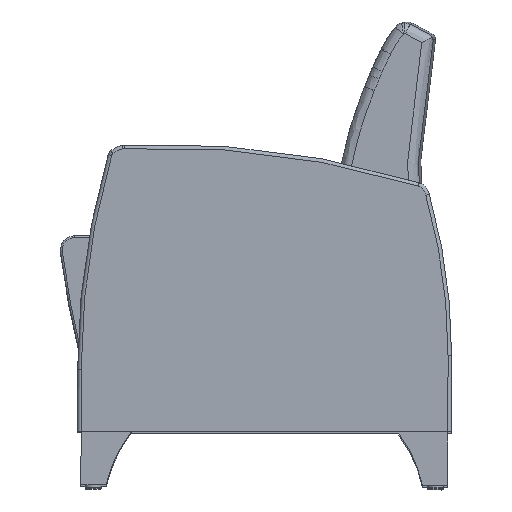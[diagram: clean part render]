
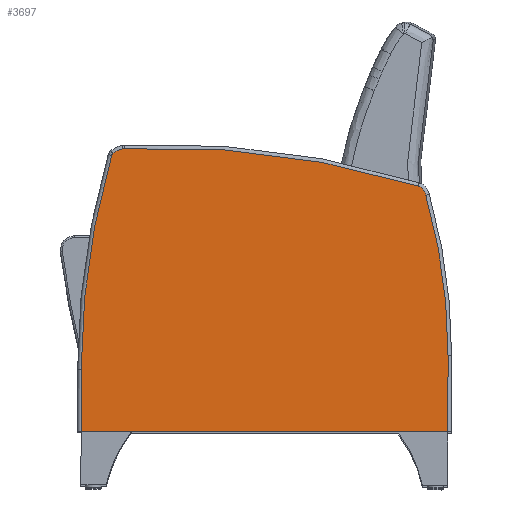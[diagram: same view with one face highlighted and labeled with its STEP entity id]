
A CAD part, top view. The second image highlights one B-rep face of the part: STEP entity #3697.
In plain terms, the highlighted planar face has unit normal (0, 0, 1).
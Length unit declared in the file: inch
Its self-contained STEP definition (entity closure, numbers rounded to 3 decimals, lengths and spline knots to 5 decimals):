
#253=PLANE('',#4034);
#318=LINE('',#5613,#484);
#320=LINE('',#5659,#486);
#336=LINE('',#5783,#502);
#484=VECTOR('',#4462,0.3937);
#486=VECTOR('',#4500,0.3937);
#502=VECTOR('',#4602,0.3937);
#748=FACE_OUTER_BOUND('',#992,.T.);
#992=EDGE_LOOP('',(#2634,#2635,#2636,#2637,#2638,#2639,#2640,#2641,#2642,
#2643));
#1305=CIRCLE('',#3965,0.25);
#1309=CIRCLE('',#3970,53.84447);
#1313=CIRCLE('',#3976,1.61874);
#1316=CIRCLE('',#3980,0.75);
#1319=CIRCLE('',#3984,59.75);
#1321=CIRCLE('',#3987,0.75);
#1324=CIRCLE('',#3992,40.58554);
#1572=VERTEX_POINT('',#5574);
#1573=VERTEX_POINT('',#5575);
#1577=VERTEX_POINT('',#5596);
#1579=VERTEX_POINT('',#5611);
#1580=VERTEX_POINT('',#5615);
#1582=VERTEX_POINT('',#5621);
#1584=VERTEX_POINT('',#5627);
#1587=VERTEX_POINT('',#5635);
#1588=VERTEX_POINT('',#5652);
#1591=VERTEX_POINT('',#5657);
#1931=EDGE_CURVE('',#1572,#1573,#1305,.T.);
#1937=EDGE_CURVE('',#1577,#1572,#1309,.T.);
#1940=EDGE_CURVE('',#1579,#1577,#318,.T.);
#1943=EDGE_CURVE('',#1573,#1580,#1313,.T.);
#1946=EDGE_CURVE('',#1580,#1582,#1316,.T.);
#1949=EDGE_CURVE('',#1582,#1584,#1319,.T.);
#1951=EDGE_CURVE('',#1584,#1587,#1321,.T.);
#1956=EDGE_CURVE('',#1591,#1588,#320,.T.);
#1957=EDGE_CURVE('',#1587,#1591,#1324,.T.);
#1998=EDGE_CURVE('',#1588,#1579,#336,.T.);
#2634=ORIENTED_EDGE('',*,*,#1940,.F.);
#2635=ORIENTED_EDGE('',*,*,#1998,.F.);
#2636=ORIENTED_EDGE('',*,*,#1956,.F.);
#2637=ORIENTED_EDGE('',*,*,#1957,.F.);
#2638=ORIENTED_EDGE('',*,*,#1951,.F.);
#2639=ORIENTED_EDGE('',*,*,#1949,.F.);
#2640=ORIENTED_EDGE('',*,*,#1946,.F.);
#2641=ORIENTED_EDGE('',*,*,#1943,.F.);
#2642=ORIENTED_EDGE('',*,*,#1931,.F.);
#2643=ORIENTED_EDGE('',*,*,#1937,.F.);
#3697=ADVANCED_FACE('',(#748),#253,.T.);
#3965=AXIS2_PLACEMENT_3D('',#5576,#4445,#4446);
#3970=AXIS2_PLACEMENT_3D('',#5607,#4455,#4456);
#3976=AXIS2_PLACEMENT_3D('',#5619,#4469,#4470);
#3980=AXIS2_PLACEMENT_3D('',#5625,#4477,#4478);
#3984=AXIS2_PLACEMENT_3D('',#5631,#4485,#4486);
#3987=AXIS2_PLACEMENT_3D('',#5636,#4491,#4492);
#3992=AXIS2_PLACEMENT_3D('',#5661,#4503,#4504);
#4034=AXIS2_PLACEMENT_3D('',#5784,#4603,#4604);
#4445=DIRECTION('center_axis',(0.,0.,-1.));
#4446=DIRECTION('ref_axis',(-0.844,0.537,0.));
#4455=DIRECTION('center_axis',(0.,0.,-1.));
#4456=DIRECTION('ref_axis',(-0.99,0.14,0.));
#4462=DIRECTION('',(0.,1.,0.));
#4469=DIRECTION('center_axis',(0.,0.,-1.));
#4470=DIRECTION('ref_axis',(-0.425,0.905,0.));
#4477=DIRECTION('center_axis',(0.,0.,-1.));
#4478=DIRECTION('ref_axis',(-0.128,0.992,0.));
#4485=DIRECTION('center_axis',(0.,0.,-1.));
#4486=DIRECTION('ref_axis',(0.124,0.992,0.));
#4491=DIRECTION('center_axis',(0.,0.,-1.));
#4492=DIRECTION('ref_axis',(0.761,0.649,0.));
#4500=DIRECTION('',(0.,-1.,0.));
#4503=DIRECTION('center_axis',(0.,0.,-1.));
#4504=DIRECTION('ref_axis',(0.99,0.139,0.));
#4602=DIRECTION('',(-1.,0.,0.));
#4603=DIRECTION('center_axis',(0.,0.,1.));
#4604=DIRECTION('ref_axis',(1.,0.,0.));
#5574=CARTESIAN_POINT('',(-12.3965,20.65936,2.75));
#5575=CARTESIAN_POINT('',(-12.30759,20.8021,2.75));
#5576=CARTESIAN_POINT('Origin',(-12.15221,20.60625,2.75));
#5596=CARTESIAN_POINT('',(-14.50196,5.72409,2.75));
#5607=CARTESIAN_POINT('Origin',(39.34251,5.74957,2.75));
#5611=CARTESIAN_POINT('',(-14.50196,1.38751,2.75));
#5613=CARTESIAN_POINT('',(-14.50196,5.41302,2.75));
#5615=CARTESIAN_POINT('',(-11.63546,21.11791,2.75));
#5619=CARTESIAN_POINT('Origin',(-11.3015,19.534,2.75));
#5621=CARTESIAN_POINT('',(-11.51791,21.13312,2.75));
#5625=CARTESIAN_POINT('Origin',(-11.48073,20.38404,2.75));
#5627=CARTESIAN_POINT('',(9.03893,18.55741,2.75));
#5631=CARTESIAN_POINT('Origin',(-8.55543,-38.54339,2.75));
#5635=CARTESIAN_POINT('',(9.56287,17.92892,2.75));
#5636=CARTESIAN_POINT('Origin',(8.81808,17.84066,2.75));
#5652=CARTESIAN_POINT('',(11.14024,1.38751,2.75));
#5657=CARTESIAN_POINT('',(11.14024,6.72403,2.75));
#5659=CARTESIAN_POINT('',(11.14024,8.58129,2.75));
#5661=CARTESIAN_POINT('Origin',(-29.4453,6.72403,2.75));
#5783=CARTESIAN_POINT('',(12.28079,1.38751,2.75));
#5784=CARTESIAN_POINT('Origin',(-1.61059,10.43854,2.75));
